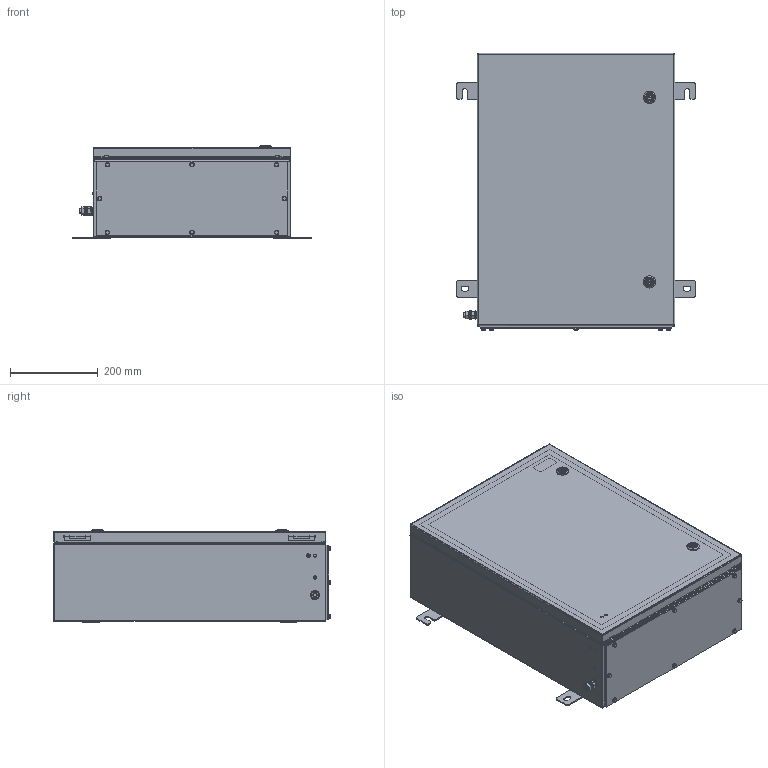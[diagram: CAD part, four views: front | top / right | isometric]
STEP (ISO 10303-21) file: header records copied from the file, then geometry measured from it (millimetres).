
FILE_DESCRIPTION (( 'STEP AP214' ), '1' );
FILE_NAME ('34040800.STEP', '2013-11-20T15:13:30', ( 'Macha' ), ( 'Hewlett-Packard Company' ), 'SwSTEP 2.0', 'SolidWorks 2013', '' );
FILE_SCHEMA (( 'AUTOMOTIVE_DESIGN' ));
Length unit declared in the file: millimetre
Products named in the file (45): 83156; 42067; 83159; 93377; 42067_Betaetigung; 56385; 42067_O-Ring; 92441; 42067_Federsch; 82410_587x418; 42090; 42235_Standard<Wie bearbeitet>; 82204; 56359; 42066; 93379; 42066_Mutter; 83160; 83081; 42066_Geh; 94387; 42195; 42045_Stift_umgedreht; 98061; 42194; 42045_Oberteil; 93173; 93378; 42045_Stift; 34045007_Standard Dichtung; 42209_Standard<Wie bearbeitet>; 42045_Unterteil; 82420_34045007; 56309; 42249_21xM20; 34040800; 82414_Nur f〉 Darstellung; 92081; 94140_f〉 Mutter M10; 42045 ...
Assembly tree (100 placements, depth 4):
  34040800
    56359
      42209_Standard<Wie bearbeitet>
      93378  x6
      42194  x2
      42195  x2
      83081  x8
      93379
    56385
      42235_Standard<Wie bearbeitet>
      82410_587x418
      93379
      92441
    56309
      93377
      83159  x4
      83156  x5
      99570  x4
      82414
      94140_f〉 Mutter M10  x2
      82414_Nur f〉 Darstellung
    42045_Stift_umgedreht
      42045_Unterteil
      42045_Stift
      42045_Oberteil
    56350  x2
      42066
        42066_Geh
        42066_Mutter
      82204
      42090
      42067
        42067_Federsch
        42067_O-Ring
        42067_Betaetigung
        42067
      94375
    42045
      42045_Unterteil
      42045_Stift
      42045_Oberteil
    92081  x3
    34045007_Standard Dichtung
      42249_21xM20
      82420_34045007
      93379  x2
      92081  x2
    93173  x8
    98061  x8
    94387  x6
    83160  x2
Bounding box: 542 x 630.5 x 212.97 mm (x, y, z)
Volume: 2109905.6 mm3; surface area: 2433659.9 mm2
Topology: 99 solids, 99 shells, 2264 faces, 5439 edges, 3423 vertices
Faces by surface type: plane 1006, cylinder 755, cone 307, torus 88, bspline 84, sphere 24
Entity records: 34246 total; most frequent: CARTESIAN_POINT 8030, DIRECTION 5069, ORIENTED_EDGE 4872, EDGE_CURVE 2436, AXIS2_PLACEMENT_3D 1824, VERTEX_POINT 1519, LINE 1421, VECTOR 1421
